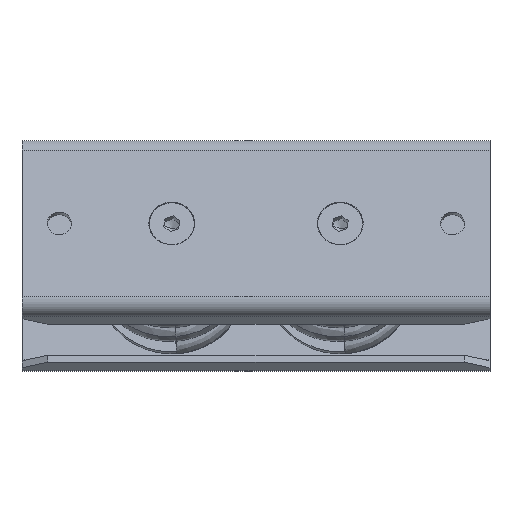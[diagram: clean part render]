
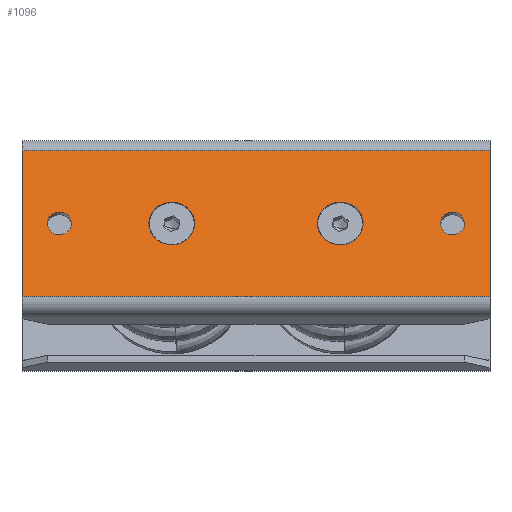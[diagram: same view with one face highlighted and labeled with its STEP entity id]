
A CAD part, top view. The second image highlights one B-rep face of the part: STEP entity #1096.
In plain terms, the highlighted face is planar.
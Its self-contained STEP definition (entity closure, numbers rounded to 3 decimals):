
#682=CARTESIAN_POINT('Vertex',(-110.704,3.116,20.)) ;
#696=CARTESIAN_POINT('Vertex',(-99.296,-3.116,20.)) ;
#699=CARTESIAN_POINT('Axis2P3D Location',(-105.,0.,20.)) ;
#716=CARTESIAN_POINT('Axis2P3D Location',(-105.,0.,20.)) ;
#733=CARTESIAN_POINT('Line Origine',(0.,-42.,20.)) ;
#737=CARTESIAN_POINT('Vertex',(-125.,-42.,20.)) ;
#739=CARTESIAN_POINT('Vertex',(125.,-42.,20.)) ;
#866=CARTESIAN_POINT('Vertex',(-125.,42.,20.)) ;
#869=CARTESIAN_POINT('Line Origine',(0.,42.,20.)) ;
#873=CARTESIAN_POINT('Vertex',(125.,42.,20.)) ;
#899=CARTESIAN_POINT('Vertex',(99.296,3.116,20.)) ;
#913=CARTESIAN_POINT('Vertex',(110.704,-3.116,20.)) ;
#916=CARTESIAN_POINT('Axis2P3D Location',(105.,0.,20.)) ;
#933=CARTESIAN_POINT('Axis2P3D Location',(105.,0.,20.)) ;
#950=CARTESIAN_POINT('Axis2P3D Location',(-45.,0.,20.)) ;
#954=CARTESIAN_POINT('Vertex',(-34.25,-5.873,20.)) ;
#956=CARTESIAN_POINT('Vertex',(-55.75,5.873,20.)) ;
#985=CARTESIAN_POINT('Axis2P3D Location',(-45.,0.,20.)) ;
#1045=CARTESIAN_POINT('Axis2P3D Location',(0.,-42.,20.)) ;
#1050=CARTESIAN_POINT('Line Origine',(-125.,0.,20.)) ;
#1055=CARTESIAN_POINT('Line Origine',(125.,0.,20.)) ;
#1066=CARTESIAN_POINT('Axis2P3D Location',(45.,0.,20.)) ;
#1070=CARTESIAN_POINT('Vertex',(34.25,5.873,20.)) ;
#1072=CARTESIAN_POINT('Vertex',(55.75,-5.873,20.)) ;
#1075=CARTESIAN_POINT('Axis2P3D Location',(45.,0.,20.)) ;
#735=VECTOR('Line Direction',#734,1.) ;
#871=VECTOR('Line Direction',#870,1.) ;
#1052=VECTOR('Line Direction',#1051,1.) ;
#1057=VECTOR('Line Direction',#1056,1.) ;
#700=DIRECTION('Axis2P3D Direction',(0.,0.,-1.)) ;
#717=DIRECTION('Axis2P3D Direction',(0.,0.,-1.)) ;
#734=DIRECTION('Vector Direction',(1.,0.,0.)) ;
#870=DIRECTION('Vector Direction',(1.,0.,0.)) ;
#917=DIRECTION('Axis2P3D Direction',(0.,0.,-1.)) ;
#934=DIRECTION('Axis2P3D Direction',(0.,0.,-1.)) ;
#951=DIRECTION('Axis2P3D Direction',(0.,0.,-1.)) ;
#986=DIRECTION('Axis2P3D Direction',(0.,0.,-1.)) ;
#1046=DIRECTION('Axis2P3D Direction',(0.,0.,-1.)) ;
#1047=DIRECTION('Axis2P3D XDirection',(0.,1.,0.)) ;
#1051=DIRECTION('Vector Direction',(0.,1.,0.)) ;
#1056=DIRECTION('Vector Direction',(0.,1.,0.)) ;
#1067=DIRECTION('Axis2P3D Direction',(0.,0.,-1.)) ;
#1076=DIRECTION('Axis2P3D Direction',(0.,0.,-1.)) ;
#701=AXIS2_PLACEMENT_3D('Circle Axis2P3D',#699,#700,$) ;
#718=AXIS2_PLACEMENT_3D('Circle Axis2P3D',#716,#717,$) ;
#918=AXIS2_PLACEMENT_3D('Circle Axis2P3D',#916,#917,$) ;
#935=AXIS2_PLACEMENT_3D('Circle Axis2P3D',#933,#934,$) ;
#952=AXIS2_PLACEMENT_3D('Circle Axis2P3D',#950,#951,$) ;
#987=AXIS2_PLACEMENT_3D('Circle Axis2P3D',#985,#986,$) ;
#1048=AXIS2_PLACEMENT_3D('Plane Axis2P3D',#1045,#1046,#1047) ;
#1068=AXIS2_PLACEMENT_3D('Circle Axis2P3D',#1066,#1067,$) ;
#1077=AXIS2_PLACEMENT_3D('Circle Axis2P3D',#1075,#1076,$) ;
#736=LINE('Line',#733,#735) ;
#872=LINE('Line',#869,#871) ;
#1053=LINE('Line',#1050,#1052) ;
#1058=LINE('Line',#1055,#1057) ;
#702=CIRCLE('generated circle',#701,6.5) ;
#719=CIRCLE('generated circle',#718,6.5) ;
#919=CIRCLE('generated circle',#918,6.5) ;
#936=CIRCLE('generated circle',#935,6.5) ;
#953=CIRCLE('generated circle',#952,12.25) ;
#988=CIRCLE('generated circle',#987,12.25) ;
#1069=CIRCLE('generated circle',#1068,12.25) ;
#1078=CIRCLE('generated circle',#1077,12.25) ;
#1049=PLANE('',#1048) ;
#1083=FACE_BOUND('',#1080,.T.) ;
#1087=FACE_BOUND('',#1084,.T.) ;
#1091=FACE_BOUND('',#1088,.T.) ;
#1095=FACE_BOUND('',#1092,.T.) ;
#703=EDGE_CURVE('',#683,#697,#702,.T.) ;
#720=EDGE_CURVE('',#697,#683,#719,.T.) ;
#741=EDGE_CURVE('',#738,#740,#736,.T.) ;
#875=EDGE_CURVE('',#867,#874,#872,.T.) ;
#920=EDGE_CURVE('',#900,#914,#919,.T.) ;
#937=EDGE_CURVE('',#914,#900,#936,.T.) ;
#958=EDGE_CURVE('',#955,#957,#953,.T.) ;
#989=EDGE_CURVE('',#957,#955,#988,.T.) ;
#1054=EDGE_CURVE('',#867,#738,#1053,.F.) ;
#1059=EDGE_CURVE('',#874,#740,#1058,.F.) ;
#1074=EDGE_CURVE('',#1071,#1073,#1069,.T.) ;
#1079=EDGE_CURVE('',#1073,#1071,#1078,.T.) ;
#1061=ORIENTED_EDGE('',*,*,#875,.F.) ;
#1062=ORIENTED_EDGE('',*,*,#1054,.T.) ;
#1063=ORIENTED_EDGE('',*,*,#741,.T.) ;
#1064=ORIENTED_EDGE('',*,*,#1059,.F.) ;
#1081=ORIENTED_EDGE('',*,*,#1074,.T.) ;
#1082=ORIENTED_EDGE('',*,*,#1079,.T.) ;
#1085=ORIENTED_EDGE('',*,*,#958,.T.) ;
#1086=ORIENTED_EDGE('',*,*,#989,.T.) ;
#1089=ORIENTED_EDGE('',*,*,#920,.T.) ;
#1090=ORIENTED_EDGE('',*,*,#937,.T.) ;
#1093=ORIENTED_EDGE('',*,*,#703,.T.) ;
#1094=ORIENTED_EDGE('',*,*,#720,.T.) ;
#1060=EDGE_LOOP('',(#1061,#1062,#1063,#1064)) ;
#1080=EDGE_LOOP('',(#1081,#1082)) ;
#1084=EDGE_LOOP('',(#1085,#1086)) ;
#1088=EDGE_LOOP('',(#1089,#1090)) ;
#1092=EDGE_LOOP('',(#1093,#1094)) ;
#683=VERTEX_POINT('',#682) ;
#697=VERTEX_POINT('',#696) ;
#738=VERTEX_POINT('',#737) ;
#740=VERTEX_POINT('',#739) ;
#867=VERTEX_POINT('',#866) ;
#874=VERTEX_POINT('',#873) ;
#900=VERTEX_POINT('',#899) ;
#914=VERTEX_POINT('',#913) ;
#955=VERTEX_POINT('',#954) ;
#957=VERTEX_POINT('',#956) ;
#1071=VERTEX_POINT('',#1070) ;
#1073=VERTEX_POINT('',#1072) ;
#1096=ADVANCED_FACE('BRIDE',(#1065,#1083,#1087,#1091,#1095),#1049,.F.) ;
#1065=FACE_OUTER_BOUND('',#1060,.T.) ;
